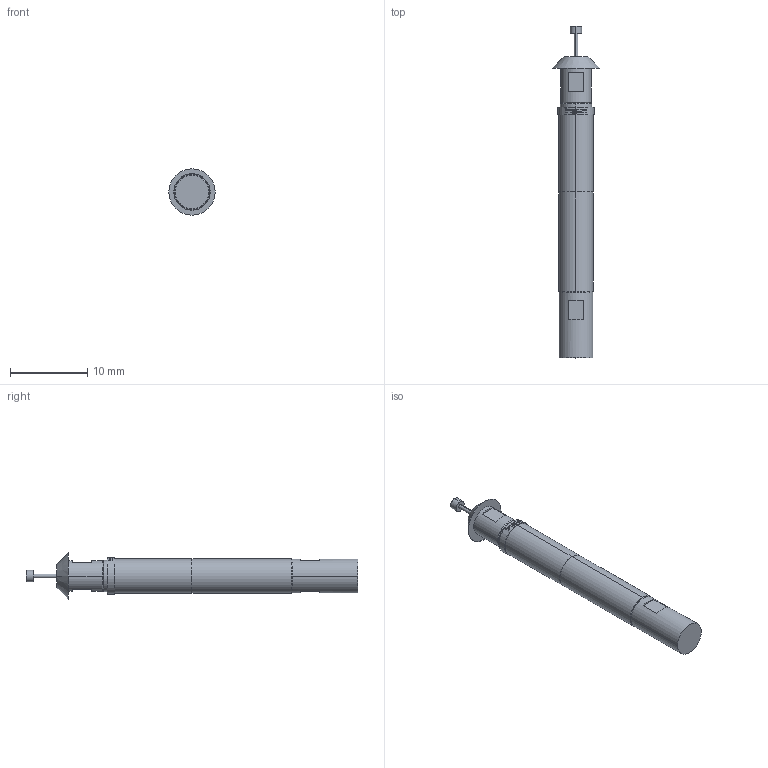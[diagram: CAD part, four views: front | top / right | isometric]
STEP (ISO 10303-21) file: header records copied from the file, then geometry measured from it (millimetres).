
FILE_DESCRIPTION (( 'STEP AP203' ), '1' );
FILE_NAME ('INGUN_HFS-8x0_303_150_A_xx42_E.STEP', '2022-04-26T12:35:16', ( 'ochi' ), ( '' ), 'SwSTEP 2.0', 'SolidWorks 2018', '' );
FILE_SCHEMA (( 'CONFIG_CONTROL_DESIGN' ));
Length unit declared in the file: millimetre
Products named in the file (1): INGUN_HFS-8x0_303_150_A_xx42_E
Bounding box: 6 x 43 x 6 mm (x, y, z)
Volume: 592.1 mm3; surface area: 623.8 mm2
Topology: 1 solids, 1 shells, 136 faces, 324 edges, 209 vertices
Faces by surface type: plane 66, cylinder 36, bspline 22, cone 12
Entity records: 4285 total; most frequent: CARTESIAN_POINT 1207, ORIENTED_EDGE 644, DIRECTION 570, EDGE_CURVE 322, AXIS2_PLACEMENT_3D 226, VERTEX_POINT 209, EDGE_LOOP 157, ADVANCED_FACE 136
